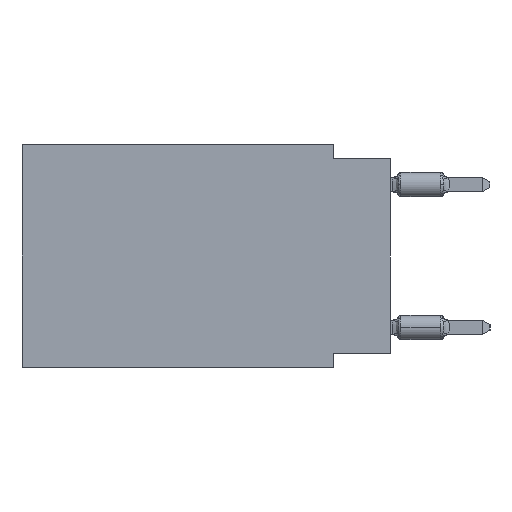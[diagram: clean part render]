
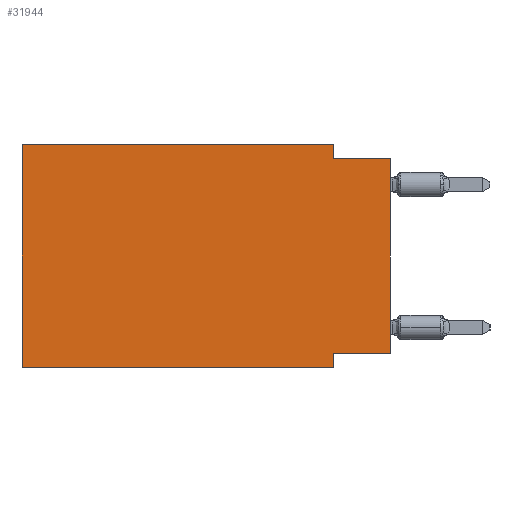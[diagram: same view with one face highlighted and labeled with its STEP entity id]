
A CAD part, left-side view. The second image highlights one B-rep face of the part: STEP entity #31944.
In plain terms, the highlighted planar face has unit normal (-1, 0, 0).
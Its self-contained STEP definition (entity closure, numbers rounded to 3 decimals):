
#2584 = ORIENTED_EDGE ( 'NONE', *, *, #44535, .F. ) ;
#3050 = VECTOR ( 'NONE', #4783, 1000. ) ;
#3320 = VECTOR ( 'NONE', #43819, 1000. ) ;
#4721 = CARTESIAN_POINT ( 'NONE',  ( 0., 0., 0. ) ) ;
#4750 = VECTOR ( 'NONE', #48156, 1000. ) ;
#4783 = DIRECTION ( 'NONE',  ( 0., -1., 0. ) ) ;
#4967 = CARTESIAN_POINT ( 'NONE',  ( 0., 0., -0.635 ) ) ;
#5093 = CARTESIAN_POINT ( 'NONE',  ( 0., 16.383, 0. ) ) ;
#7557 = ORIENTED_EDGE ( 'NONE', *, *, #8944, .T. ) ;
#7615 = CARTESIAN_POINT ( 'NONE',  ( 0., 2.54, 0. ) ) ;
#8944 = EDGE_CURVE ( 'NONE', #15143, #42640, #46691, .T. ) ;
#10597 = CARTESIAN_POINT ( 'NONE',  ( 0., 16.383, 0. ) ) ;
#11316 = ORIENTED_EDGE ( 'NONE', *, *, #41007, .F. ) ;
#12584 = CARTESIAN_POINT ( 'NONE',  ( 0., 2.54, 0. ) ) ;
#12669 = EDGE_CURVE ( 'NONE', #26346, #27869, #21931, .T. ) ;
#12901 = CARTESIAN_POINT ( 'NONE',  ( 0., 2.54, -0.635 ) ) ;
#12989 = ORIENTED_EDGE ( 'NONE', *, *, #12669, .F. ) ;
#13341 = DIRECTION ( 'NONE',  ( 0., 0., 1. ) ) ;
#13845 = FACE_OUTER_BOUND ( 'NONE', #14180, .T. ) ;
#14180 = EDGE_LOOP ( 'NONE', ( #7557, #11316, #48161, #12989, #32480, #34595, #19080, #2584 ) ) ;
#15143 = VERTEX_POINT ( 'NONE', #36036 ) ;
#19080 = ORIENTED_EDGE ( 'NONE', *, *, #30510, .F. ) ;
#20070 = CARTESIAN_POINT ( 'NONE',  ( 0., 16.383, -9.906 ) ) ;
#20111 = LINE ( 'NONE', #7615, #44557 ) ;
#21500 = VECTOR ( 'NONE', #37683, 1000. ) ;
#21931 = LINE ( 'NONE', #45150, #4750 ) ;
#22298 = VECTOR ( 'NONE', #31947, 1000. ) ;
#22473 = LINE ( 'NONE', #48452, #21500 ) ;
#25845 = DIRECTION ( 'NONE',  ( 1., 0., 0. ) ) ;
#26346 = VERTEX_POINT ( 'NONE', #40589 ) ;
#26667 = AXIS2_PLACEMENT_3D ( 'NONE', #10597, #25845, #48846 ) ;
#27869 = VERTEX_POINT ( 'NONE', #12584 ) ;
#28893 = VERTEX_POINT ( 'NONE', #12901 ) ;
#29077 = PLANE ( 'NONE',  #26667 ) ;
#30472 = EDGE_CURVE ( 'NONE', #45206, #26346, #47319, .T. ) ;
#30510 = EDGE_CURVE ( 'NONE', #39673, #41364, #39813, .T. ) ;
#31944 = ADVANCED_FACE ( 'NONE', ( #13845 ), #29077, .F. ) ;
#31947 = DIRECTION ( 'NONE',  ( 0., 0., 1. ) ) ;
#32185 = CARTESIAN_POINT ( 'NONE',  ( 0., 2.54, -9.906 ) ) ;
#32480 = ORIENTED_EDGE ( 'NONE', *, *, #30472, .F. ) ;
#34595 = ORIENTED_EDGE ( 'NONE', *, *, #35900, .T. ) ;
#35900 = EDGE_CURVE ( 'NONE', #45206, #41364, #42304, .T. ) ;
#35904 = CARTESIAN_POINT ( 'NONE',  ( 0., 2.54, -9.271 ) ) ;
#36036 = CARTESIAN_POINT ( 'NONE',  ( 0., 0., -9.271 ) ) ;
#36844 = VECTOR ( 'NONE', #13341, 1000. ) ;
#37683 = DIRECTION ( 'NONE',  ( 0., 1., 0. ) ) ;
#39673 = VERTEX_POINT ( 'NONE', #35904 ) ;
#39813 = LINE ( 'NONE', #43087, #3320 ) ;
#40589 = CARTESIAN_POINT ( 'NONE',  ( 0., 16.383, 0. ) ) ;
#41007 = EDGE_CURVE ( 'NONE', #28893, #42640, #47248, .T. ) ;
#41364 = VERTEX_POINT ( 'NONE', #32185 ) ;
#41632 = EDGE_CURVE ( 'NONE', #27869, #28893, #20111, .T. ) ;
#42304 = LINE ( 'NONE', #20070, #48375 ) ;
#42640 = VERTEX_POINT ( 'NONE', #4967 ) ;
#42830 = DIRECTION ( 'NONE',  ( 0., 0., -1. ) ) ;
#43087 = CARTESIAN_POINT ( 'NONE',  ( 0., 2.54, -9.906 ) ) ;
#43819 = DIRECTION ( 'NONE',  ( 0., 0., -1. ) ) ;
#43824 = CARTESIAN_POINT ( 'NONE',  ( 0., 16.383, -9.906 ) ) ;
#44535 = EDGE_CURVE ( 'NONE', #15143, #39673, #22473, .T. ) ;
#44557 = VECTOR ( 'NONE', #42830, 1000. ) ;
#45150 = CARTESIAN_POINT ( 'NONE',  ( 0., 16.383, 0. ) ) ;
#45206 = VERTEX_POINT ( 'NONE', #43824 ) ;
#46691 = LINE ( 'NONE', #4721, #22298 ) ;
#46775 = DIRECTION ( 'NONE',  ( 0., -1., 0. ) ) ;
#47004 = CARTESIAN_POINT ( 'NONE',  ( 0., 0., -0.635 ) ) ;
#47248 = LINE ( 'NONE', #47004, #3050 ) ;
#47319 = LINE ( 'NONE', #5093, #36844 ) ;
#48156 = DIRECTION ( 'NONE',  ( 0., -1., 0. ) ) ;
#48161 = ORIENTED_EDGE ( 'NONE', *, *, #41632, .F. ) ;
#48375 = VECTOR ( 'NONE', #46775, 1000. ) ;
#48452 = CARTESIAN_POINT ( 'NONE',  ( 0., 0., -9.271 ) ) ;
#48846 = DIRECTION ( 'NONE',  ( 0., 0., -1. ) ) ;
